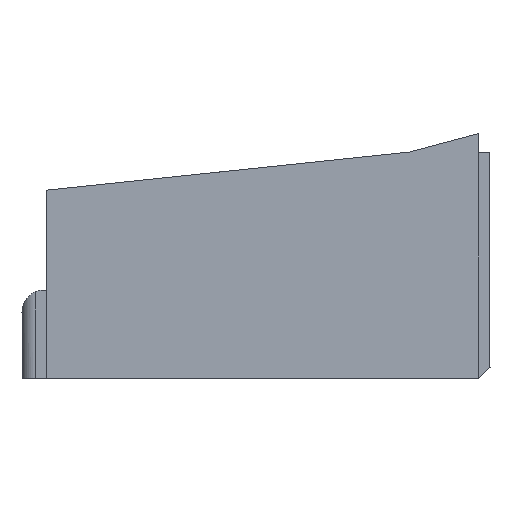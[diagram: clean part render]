
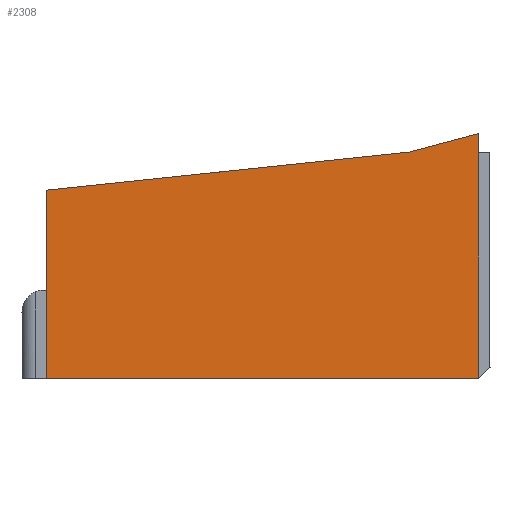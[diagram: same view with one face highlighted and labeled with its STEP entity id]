
A CAD part, left-side view. The second image highlights one B-rep face of the part: STEP entity #2308.
In plain terms, the highlighted planar face has unit normal (-1, 0, 0).
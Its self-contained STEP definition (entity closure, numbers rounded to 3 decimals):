
#215=ORIENTED_EDGE('',*,*,#840,.T.);
#216=ORIENTED_EDGE('',*,*,#841,.T.);
#217=ORIENTED_EDGE('',*,*,#842,.T.);
#218=ORIENTED_EDGE('',*,*,#843,.F.);
#219=ORIENTED_EDGE('',*,*,#844,.F.);
#840=EDGE_CURVE('',#1151,#1152,#1370,.T.);
#841=EDGE_CURVE('',#1152,#1153,#1371,.T.);
#842=EDGE_CURVE('',#1153,#1154,#1372,.T.);
#843=EDGE_CURVE('',#1155,#1154,#1373,.T.);
#844=EDGE_CURVE('',#1151,#1155,#1374,.T.);
#1151=VERTEX_POINT('',#3417);
#1152=VERTEX_POINT('',#3418);
#1153=VERTEX_POINT('',#3420);
#1154=VERTEX_POINT('',#3422);
#1155=VERTEX_POINT('',#3424);
#1370=LINE('',#3416,#1633);
#1371=LINE('',#3419,#1634);
#1372=LINE('',#3421,#1635);
#1373=LINE('',#3423,#1636);
#1374=LINE('',#3425,#1637);
#1633=VECTOR('',#2749,1000.);
#1634=VECTOR('',#2750,1000.);
#1635=VECTOR('',#2751,1000.);
#1636=VECTOR('',#2752,1000.);
#1637=VECTOR('',#2753,1000.);
#1846=EDGE_LOOP('',(#215,#216,#217,#218,#219));
#2035=FACE_BOUND('',#1846,.T.);
#2208=PLANE('',#2456);
#2308=ADVANCED_FACE('',(#2035),#2208,.T.);
#2456=AXIS2_PLACEMENT_3D('',#3415,#2747,#2748);
#2747=DIRECTION('',(-1.,0.,0.));
#2748=DIRECTION('',(0.,-1.,0.));
#2749=DIRECTION('',(0.,0.966,-0.259));
#2750=DIRECTION('',(0.,0.995,-0.105));
#2751=DIRECTION('',(0.,0.,-1.));
#2752=DIRECTION('',(0.,1.,0.));
#2753=DIRECTION('',(0.,0.,-1.));
#3415=CARTESIAN_POINT('',(-3.81,-61.551,1.588));
#3416=CARTESIAN_POINT('',(-3.81,-61.551,35.173));
#3417=CARTESIAN_POINT('',(-3.81,-61.551,35.173));
#3418=CARTESIAN_POINT('',(-3.81,-51.638,32.517));
#3419=CARTESIAN_POINT('',(-3.81,-58.227,33.209));
#3420=CARTESIAN_POINT('',(-3.81,0.508,27.036));
#3421=CARTESIAN_POINT('',(-3.81,0.508,1.587));
#3422=CARTESIAN_POINT('',(-3.81,0.508,0.));
#3423=CARTESIAN_POINT('',(-3.81,-61.551,0.));
#3424=CARTESIAN_POINT('',(-3.81,-61.551,0.));
#3425=CARTESIAN_POINT('',(-3.81,-61.551,1.588));
